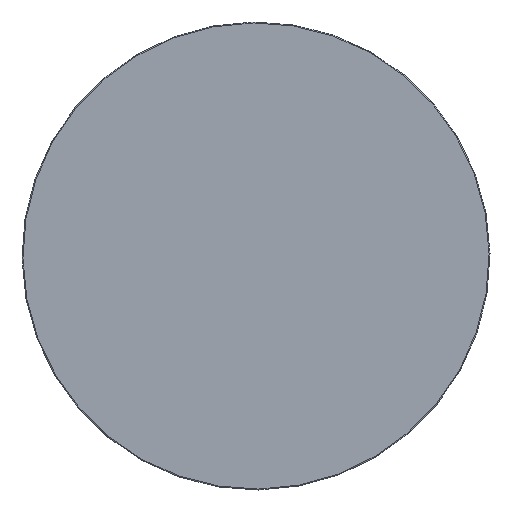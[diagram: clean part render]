
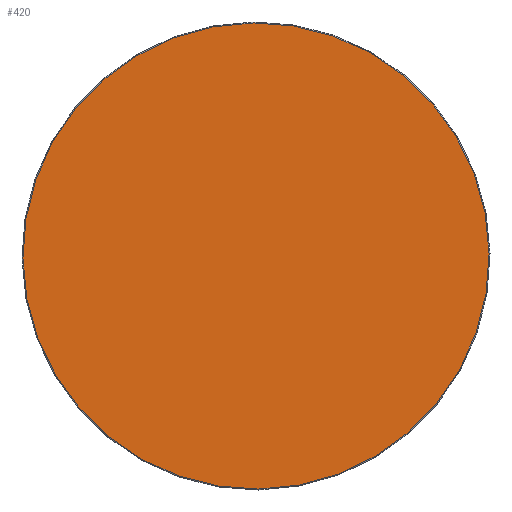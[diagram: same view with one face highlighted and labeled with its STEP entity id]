
A CAD part, front view. The second image highlights one B-rep face of the part: STEP entity #420.
In plain terms, the highlighted planar face has unit normal (0, -1, 0).
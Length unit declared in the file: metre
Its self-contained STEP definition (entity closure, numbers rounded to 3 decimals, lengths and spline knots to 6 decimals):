
#37=PLANE('',#492);
#55=FACE_OUTER_BOUND('',#82,.T.);
#82=EDGE_LOOP('',(#342,#343));
#146=CIRCLE('',#493,0.128);
#147=CIRCLE('',#494,0.128);
#191=VERTEX_POINT('',#1211);
#192=VERTEX_POINT('',#1212);
#245=EDGE_CURVE('',#191,#192,#146,.T.);
#246=EDGE_CURVE('',#192,#191,#147,.T.);
#342=ORIENTED_EDGE('',*,*,#245,.F.);
#343=ORIENTED_EDGE('',*,*,#246,.F.);
#420=ADVANCED_FACE('',(#55),#37,.T.);
#492=AXIS2_PLACEMENT_3D('',#1210,#612,#613);
#493=AXIS2_PLACEMENT_3D('',#1213,#614,#615);
#494=AXIS2_PLACEMENT_3D('',#1214,#616,#617);
#612=DIRECTION('center_axis',(0.,-1.,0.));
#613=DIRECTION('ref_axis',(-0.161,0.,-0.987));
#614=DIRECTION('center_axis',(0.,1.,0.));
#615=DIRECTION('ref_axis',(0.987,0.,-0.161));
#616=DIRECTION('center_axis',(0.,1.,0.));
#617=DIRECTION('ref_axis',(0.987,0.,-0.161));
#1210=CARTESIAN_POINT('Origin',(0.126323,0.,
-0.02065));
#1211=CARTESIAN_POINT('',(0.126323,0.,-0.02065));
#1212=CARTESIAN_POINT('',(-0.02065,0.,-0.126323));
#1213=CARTESIAN_POINT('Origin',(0.,0.,
0.));
#1214=CARTESIAN_POINT('Origin',(0.,0.,
0.));
